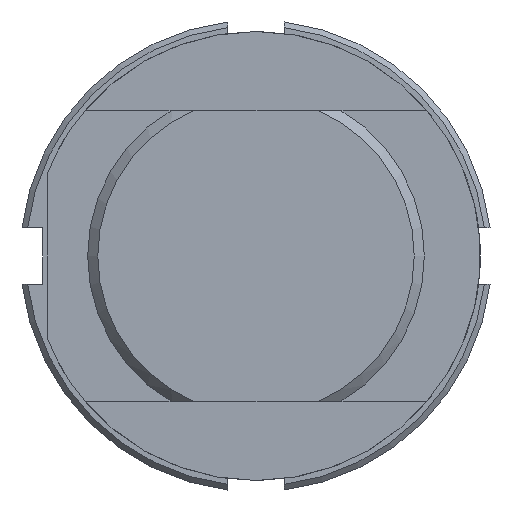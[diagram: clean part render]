
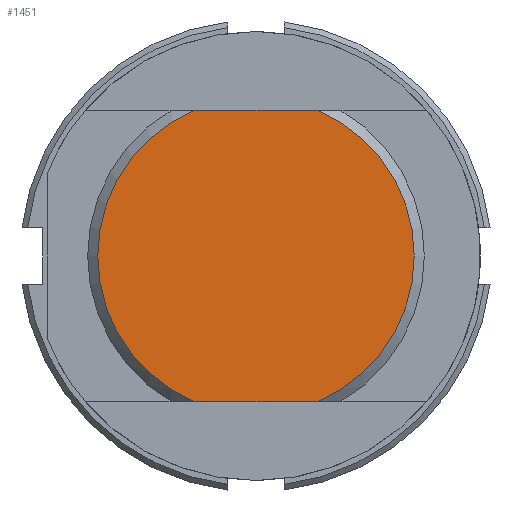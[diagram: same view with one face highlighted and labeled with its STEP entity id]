
A CAD part, front view. The second image highlights one B-rep face of the part: STEP entity #1451.
In plain terms, the highlighted planar face has unit normal (0, -1, 0).
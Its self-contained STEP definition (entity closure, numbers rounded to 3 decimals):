
#176=LINE('',#2538,#254);
#177=LINE('',#2542,#255);
#254=VECTOR('',#2045,1000.);
#255=VECTOR('',#2048,1000.);
#560=ORIENTED_EDGE('',*,*,#813,.F.);
#561=ORIENTED_EDGE('',*,*,#814,.T.);
#562=ORIENTED_EDGE('',*,*,#815,.F.);
#563=ORIENTED_EDGE('',*,*,#816,.T.);
#813=EDGE_CURVE('',#963,#964,#1063,.T.);
#814=EDGE_CURVE('',#963,#965,#176,.T.);
#815=EDGE_CURVE('',#966,#965,#1064,.T.);
#816=EDGE_CURVE('',#966,#964,#177,.T.);
#963=VERTEX_POINT('',#2536);
#964=VERTEX_POINT('',#2537);
#965=VERTEX_POINT('',#2539);
#966=VERTEX_POINT('',#2541);
#1063=CIRCLE('',#1663,14.1);
#1064=CIRCLE('',#1664,14.1);
#1170=EDGE_LOOP('',(#560,#561,#562,#563));
#1296=FACE_BOUND('',#1170,.T.);
#1372=PLANE('',#1662);
#1451=ADVANCED_FACE('',(#1296),#1372,.T.);
#1662=AXIS2_PLACEMENT_3D('',#2534,#2041,#2042);
#1663=AXIS2_PLACEMENT_3D('',#2535,#2043,#2044);
#1664=AXIS2_PLACEMENT_3D('',#2540,#2046,#2047);
#2041=DIRECTION('',(0.,-1.,0.));
#2042=DIRECTION('',(0.,0.,-1.));
#2043=DIRECTION('',(0.,1.,0.));
#2044=DIRECTION('',(-1.,0.,0.));
#2045=DIRECTION('',(1.,0.,0.));
#2046=DIRECTION('',(0.,1.,0.));
#2047=DIRECTION('',(1.,0.,0.));
#2048=DIRECTION('',(-1.,0.,0.));
#2534=CARTESIAN_POINT('',(-7.5,0.,0.));
#2535=CARTESIAN_POINT('',(0.,0.,0.));
#2536=CARTESIAN_POINT('',(-5.46,0.,-13.));
#2537=CARTESIAN_POINT('',(-5.46,0.,13.));
#2538=CARTESIAN_POINT('',(-5.46,0.,-13.));
#2539=CARTESIAN_POINT('',(5.46,0.,-13.));
#2540=CARTESIAN_POINT('',(0.,0.,0.));
#2541=CARTESIAN_POINT('',(5.46,0.,13.));
#2542=CARTESIAN_POINT('',(5.46,0.,13.));
